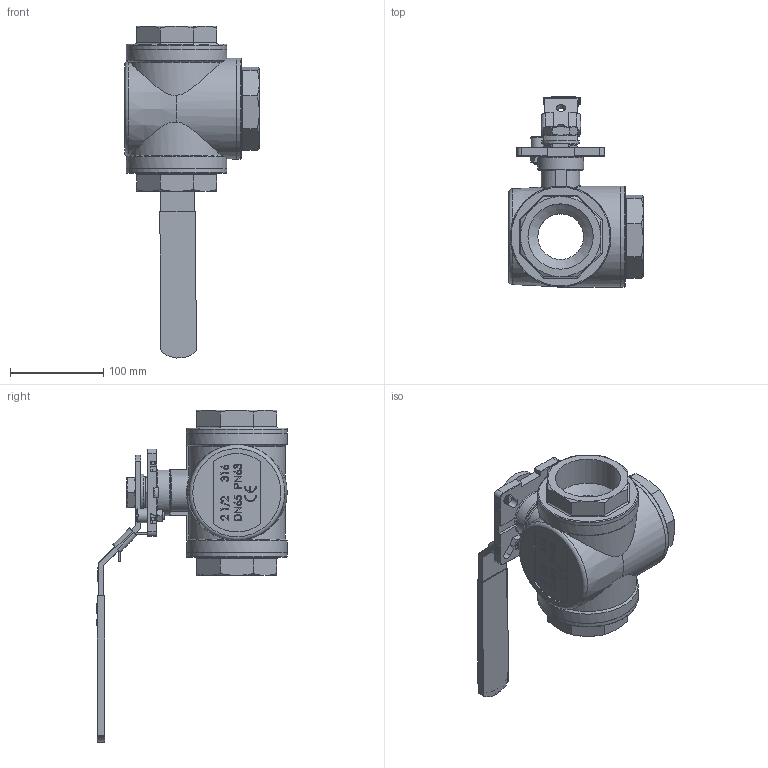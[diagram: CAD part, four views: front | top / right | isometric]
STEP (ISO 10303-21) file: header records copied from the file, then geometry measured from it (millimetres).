
FILE_DESCRIPTION(/* description */ ('Unknown'),/* implementation_level */ '2;1');
FILE_NAME(/* name */ '9339-10',/* time_stamp */ '2022-02-16T09:07:04+01:00',/* author */ ('Unknown'),/* organization */ ('Unknown'),/* preprocessor_version */ 'ST-DEVELOPER v16.7',/* originating_system */ 'Solid Edge',/* authorisation */ 'Unknown');
FILE_SCHEMA (('AUTOMOTIVE_DESIGN {1 0 10303 214 3 1 1}'));
Length unit declared in the file: millimetre
Products named in the file (13): 9339-10; FG-DN65; G(J)-DN65; M-DN65; FGM-DN65; ST-DN65; Hex nuts, style 1-Grades AB GB_GB_FASTENER_NUT_SNAB1 M8-N; KZ-DN65; FS-DN65; DW-DN65; PD-DN65; T(J)-DN65; S-DN65
Assembly tree (17 placements, depth 2):
  9339-10
    FG-DN65
    G(J)-DN65  x3
    M-DN65  x3
    FGM-DN65  x2
    ST-DN65
    Hex nuts, style 1-Grades AB GB_GB_FASTENER_NUT_SNAB1 M8-N
    KZ-DN65
    FS-DN65
    DW-DN65
    PD-DN65
    T(J)-DN65
    S-DN65
Bounding box: 144.4 x 204.16 x 356.13 mm (x, y, z)
Volume: 1004876 mm3; surface area: 326174.2 mm2
Topology: 17 solids, 17 shells, 839 faces, 2144 edges, 1402 vertices
Faces by surface type: plane 463, cylinder 152, bspline 128, cone 79, torus 17
Full cylindrical faces by diameter (mm): 6.647 x1, 8 x1, 10 x2, 12 x1, 15 x1, 18.3 x1, 20.5 x2, 22 x2, 22.1 x1, 22.5 x1, 28 x2, 29 x1, 40 x2, 44 x1, 49 x4, 49.5 x1, 62.5 x1, 64 x3, 70 x3, 71 x3, 93 x2, 96.5 x3, 97 x6, 102.5 x3, 102.6 x3, 108 x6
Entity records: 31279 total; most frequent: CARTESIAN_POINT 14147, ORIENTED_EDGE 3644, DIRECTION 2991, EDGE_CURVE 1822, VERTEX_POINT 1230, LINE 1137, VECTOR 1137, AXIS2_PLACEMENT_3D 927
